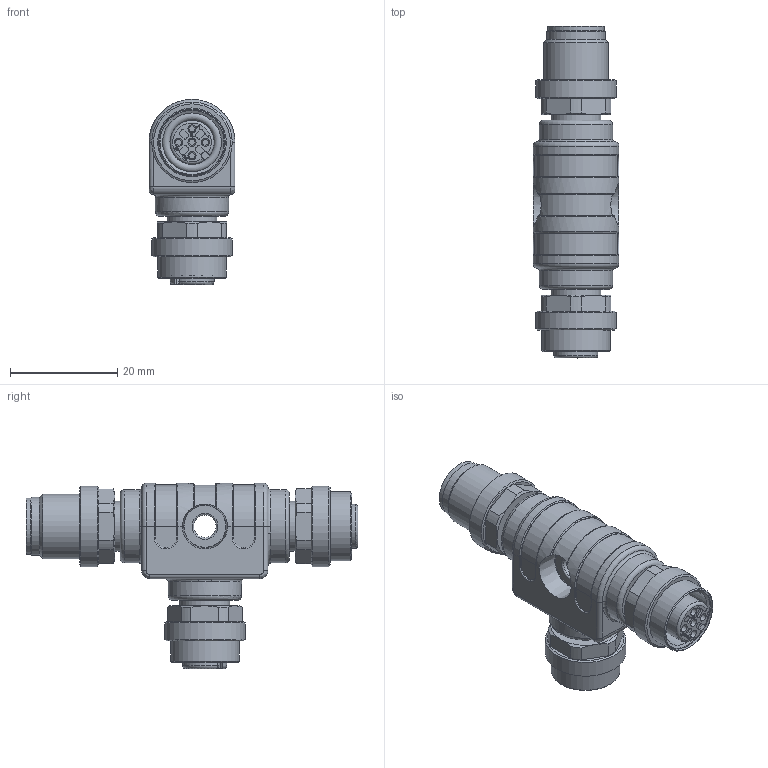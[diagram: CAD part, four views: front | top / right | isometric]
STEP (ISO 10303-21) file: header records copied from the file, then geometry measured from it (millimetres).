
FILE_DESCRIPTION(/* description */ (''),/* implementation_level */ '2;1');
FILE_NAME(/* name */ 'T-WAKS4-WAKS4-WASS4.stp',/* time_stamp */ '2018-10-18T11:40:59+02:00',/* author */ ('ESCHA GmbH & Co. KG'),/* organization */ ('ESCHA GmbH & Co. KG'),/* preprocessor_version */ 'ST-DEVELOPER v16',/* originating_system */ 'SIEMENS PLM Software NX 10.0',/* authorisation */ '');
FILE_SCHEMA (('AUTOMOTIVE_DESIGN { 1 0 10303 214 3 1 1 1 }'));
Length unit declared in the file: millimetre
Products named in the file (1): T-WAKS5-WAKS5-WASS5_stp
Bounding box: 16 x 61.8 x 34.5 mm (x, y, z)
Volume: 11565.9 mm3; surface area: 6261.8 mm2
Topology: 1 solids, 1 shells, 574 faces, 1445 edges, 928 vertices
Faces by surface type: plane 230, cylinder 156, extrusion 89, cone 41, torus 38, bspline 16, sphere 4
Full cylindrical faces by diameter (mm): 1 x4, 1.15 x10, 4.2 x1, 8.3 x1, 9.3 x3, 10.5 x1, 10.8 x1, 10.95 x2, 12 x1, 12.3 x2, 12.8 x2, 13.65 x3, 15 x3
Entity records: 17932 total; most frequent: CARTESIAN_POINT 4737, ORIENTED_EDGE 2706, DIRECTION 2562, EDGE_CURVE 1353, VERTEX_POINT 906, AXIS2_PLACEMENT_3D 898, VECTOR 766, EDGE_LOOP 701
